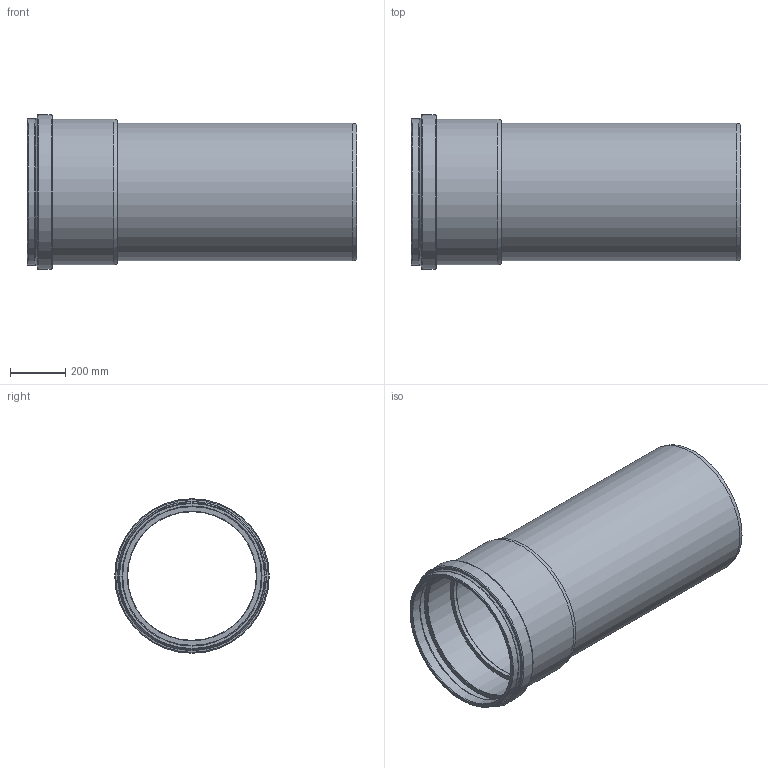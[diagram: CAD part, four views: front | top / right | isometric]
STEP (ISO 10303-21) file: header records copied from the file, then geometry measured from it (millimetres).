
FILE_DESCRIPTION(/* description */ (''),/* implementation_level */ '2;1');
FILE_NAME(/* name */ '791040 KG2000EM Rohr-Passlängen Regenwasser DN_OD 500x1000 SN16 Zusammanbau.stp',/* time_stamp */ '2021-03-12T13:18:16+01:00',/* author */ ('LWM'),/* organization */ (''),/* preprocessor_version */ 'ST-DEVELOPER v18',/* originating_system */ 'Autodesk Inventor 2020',/* authorisation */ '');
FILE_SCHEMA (('AUTOMOTIVE_DESIGN { 1 0 10303 214 3 1 1 }'));
Length unit declared in the file: millimetre
Products named in the file (3): 771040 Rohr-Passlängen DN_OD 500x1000  Zusammanbau; KG2000B DN 500x45° Teil1; 771040 Rohr-Passlängen DN_OD 500x1000 Teil2
Assembly tree (2 placements, depth 2):
  771040 Rohr-Passlängen DN_OD 500x1000  Zusammanbau
    KG2000B DN 500x45° Teil1
    771040 Rohr-Passlängen DN_OD 500x1000 Teil2
Bounding box: 1194.5 x 561 x 561 mm (x, y, z)
Volume: 32834352.9 mm3; surface area: 4260618.6 mm2
Topology: 2 solids, 2 shells, 39 faces, 131 edges, 98 vertices
Faces by surface type: torus 14, cone 10, cylinder 9, plane 6
Full cylindrical faces by diameter (mm): 467 x1, 470 x1, 500 x1, 503.5 x1, 504.5 x1, 530 x1, 530.5 x1, 535 x1, 561 x1
Entity records: 1666 total; most frequent: DIRECTION 331, CARTESIAN_POINT 273, ORIENTED_EDGE 262, AXIS2_PLACEMENT_3D 156, EDGE_CURVE 131, CIRCLE 112, VERTEX_POINT 98, EDGE_LOOP 45
